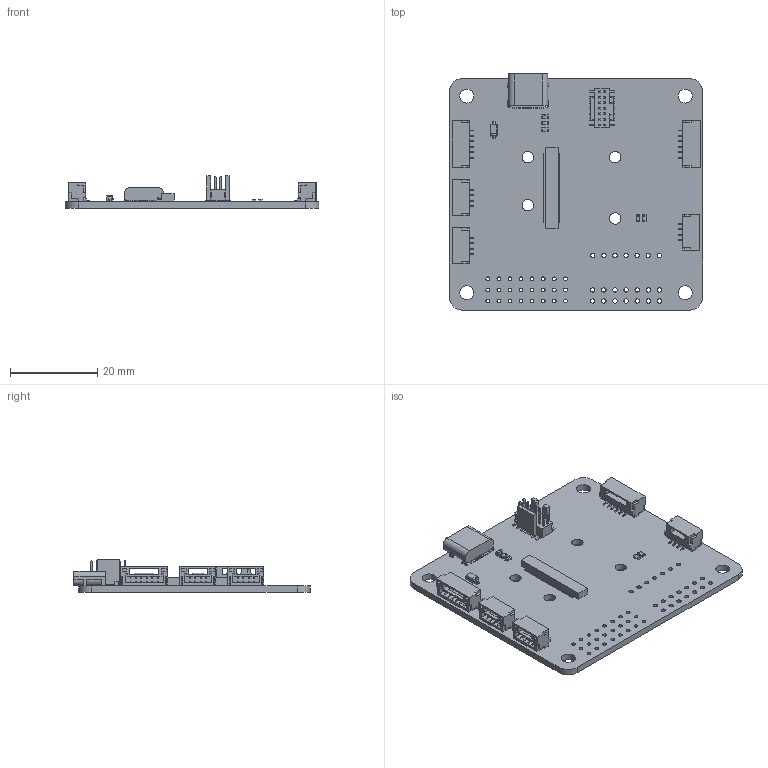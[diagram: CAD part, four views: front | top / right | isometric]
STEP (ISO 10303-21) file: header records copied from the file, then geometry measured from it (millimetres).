
FILE_DESCRIPTION(('KiCad electronic assembly'),'2;1');
FILE_NAME('Carrier CAN Node Rev F.step','2025-08-17T21:30:46',('Pcbnew') ,('Kicad'),'Open CASCADE STEP processor 7.8','KiCad to STEP converter' ,'Unknown');
FILE_SCHEMA(('AUTOMOTIVE_DESIGN { 1 0 10303 214 1 1 1 1 }'));
Length unit declared in the file: millimetre
Products named in the file (15): Carrier CAN Node Rev F 1; JST_GH_SM04B-GHS-TB_1x04-1MP_P1.25mm_Horizontal; HRO  TYPE-C-31-M-12; R_0603_1608Metric; JST_GH_SM06B-GHS-TB_1x06-1MP_P1.25mm_Horizontal; D_SOD-123; C_0603_1608Metric; DF40C-80DS-0.4V_51_; Body; Pins; FTSH-107-01-L-DV-K; FTSH-107-01-L-DV-K_body; FTSH-107-01-L-DV-K_pins1; FTSH-107-01-L-DV-K_pins2; Carrier CAN Node Rev F_PCB
Assembly tree (20 placements, depth 3):
  Carrier CAN Node Rev F 1
    JST_GH_SM04B-GHS-TB_1x04-1MP_P1.25mm_Horizontal  x3
    HRO  TYPE-C-31-M-12
    R_0603_1608Metric  x4
    JST_GH_SM06B-GHS-TB_1x06-1MP_P1.25mm_Horizontal  x2
    D_SOD-123
    C_0603_1608Metric
    DF40C-80DS-0.4V_51_
      Body
      Pins
    FTSH-107-01-L-DV-K
      FTSH-107-01-L-DV-K_body
      FTSH-107-01-L-DV-K_pins1
      FTSH-107-01-L-DV-K_pins2
    Carrier CAN Node Rev F_PCB
Bounding box: 58 x 54.09 x 7.51 mm (x, y, z)
Volume: 5297.9 mm3; surface area: 9452.5 mm2
Topology: 97 solids, 97 shells, 2373 faces, 6190 edges, 4064 vertices
Faces by surface type: plane 2182, cylinder 155, bspline 26, cone 10
Full cylindrical faces by diameter (mm): 0.5 x2, 0.65 x2, 0.85 x24, 1 x21, 2.6 x4, 3.2 x4
Entity records: 53050 total; most frequent: CARTESIAN_POINT 8534, ORIENTED_EDGE 8194, DIRECTION 7589, EDGE_CURVE 4097, LINE 3779, VECTOR 3779, VERTEX_POINT 2682, AXIS2_PLACEMENT_3D 1905
